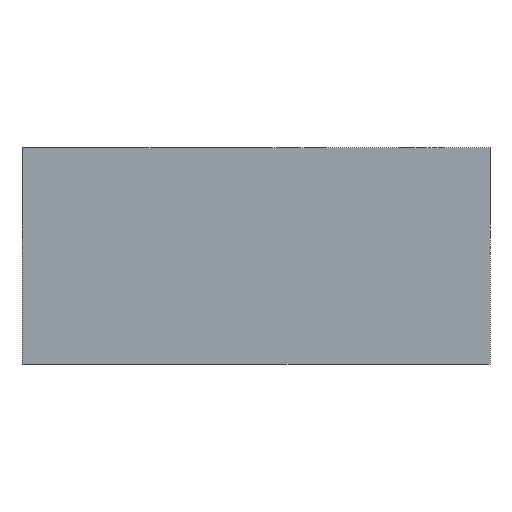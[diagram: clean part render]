
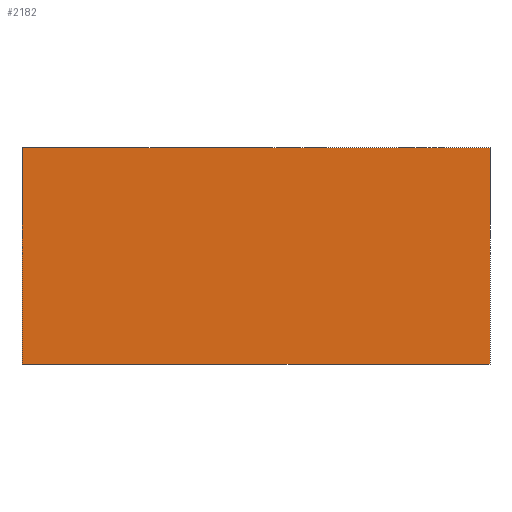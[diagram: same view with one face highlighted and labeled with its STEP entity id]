
A CAD part, front view. The second image highlights one B-rep face of the part: STEP entity #2182.
In plain terms, the highlighted planar face has unit normal (0, -1, 0).
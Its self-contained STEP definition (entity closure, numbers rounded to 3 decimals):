
#412=FACE_OUTER_BOUND('',#563,.T.);
#563=EDGE_LOOP('',(#1976,#1977,#1978,#1979));
#751=LINE('',#3846,#918);
#758=LINE('',#3892,#925);
#759=LINE('',#3910,#926);
#760=LINE('',#3911,#927);
#918=VECTOR('',#2545,65.);
#925=VECTOR('',#2594,65.);
#926=VECTOR('',#2615,30.);
#927=VECTOR('',#2616,30.);
#1100=VERTEX_POINT('',#3844);
#1101=VERTEX_POINT('',#3845);
#1117=VERTEX_POINT('',#3886);
#1119=VERTEX_POINT('',#3890);
#1391=EDGE_CURVE('',#1100,#1101,#751,.T.);
#1410=EDGE_CURVE('',#1117,#1119,#758,.T.);
#1418=EDGE_CURVE('',#1101,#1119,#759,.T.);
#1419=EDGE_CURVE('',#1117,#1100,#760,.T.);
#1976=ORIENTED_EDGE('',*,*,#1410,.T.);
#1977=ORIENTED_EDGE('',*,*,#1418,.F.);
#1978=ORIENTED_EDGE('',*,*,#1391,.F.);
#1979=ORIENTED_EDGE('',*,*,#1419,.F.);
#2066=PLANE('',#2276);
#2182=ADVANCED_FACE('',(#412),#2066,.T.);
#2276=AXIS2_PLACEMENT_3D('',#3909,#2613,#2614);
#2545=DIRECTION('',(1.,0.,0.));
#2594=DIRECTION('',(1.,0.,0.));
#2613=DIRECTION('center_axis',(0.,-1.,0.));
#2614=DIRECTION('ref_axis',(0.,0.,1.));
#2615=DIRECTION('',(0.,0.,-1.));
#2616=DIRECTION('',(0.,0.,1.));
#3844=CARTESIAN_POINT('',(205.,0.,75.));
#3845=CARTESIAN_POINT('',(270.,0.,75.));
#3846=CARTESIAN_POINT('',(205.,0.,75.));
#3886=CARTESIAN_POINT('',(205.,0.,45.));
#3890=CARTESIAN_POINT('',(270.,0.,45.));
#3892=CARTESIAN_POINT('',(205.,0.,45.));
#3909=CARTESIAN_POINT('Origin',(205.,0.,45.));
#3910=CARTESIAN_POINT('',(270.,0.,75.));
#3911=CARTESIAN_POINT('',(205.,0.,45.));
